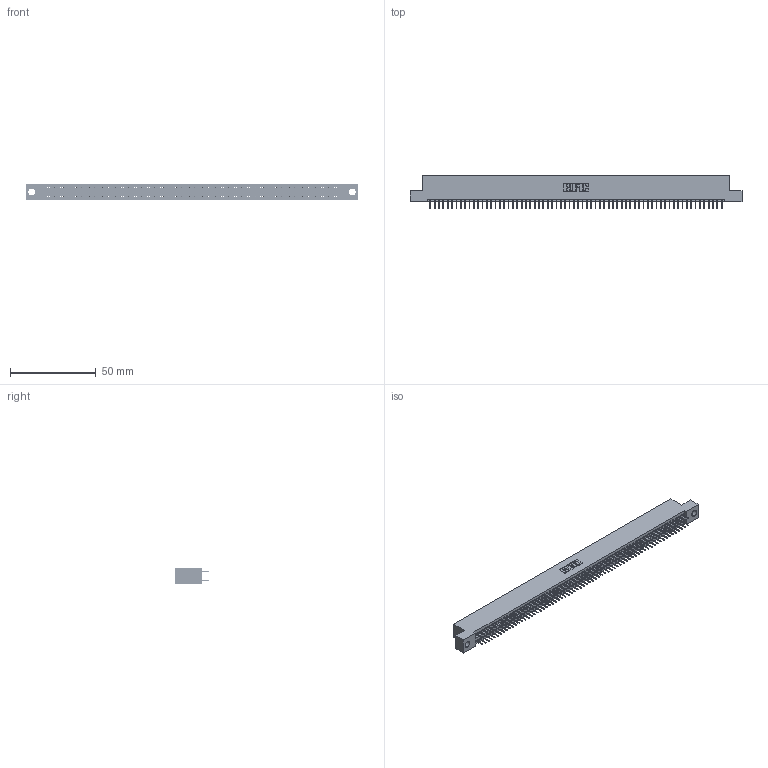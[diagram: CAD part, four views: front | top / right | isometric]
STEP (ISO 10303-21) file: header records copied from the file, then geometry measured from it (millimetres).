
FILE_DESCRIPTION (( 'STEP AP203' ), '1' );
FILE_NAME ('345-136-524-204.STEP', '2021-05-25T23:05:15', ( '' ), ( '' ), 'SwSTEP 2.0', 'SolidWorks 2020', '' );
FILE_SCHEMA (( 'CONFIG_CONTROL_DESIGN' ));
Length unit declared in the file: inch
Products named in the file (3): 345-292-001_345-293-124; 345-136-524-204; 345 Part_Flush Mounting Lugs - 0.156 Dia-TI
Assembly tree (137 placements, depth 2):
  345-136-524-204
    345 Part_Flush Mounting Lugs - 0.156 Dia-TI
    345-292-001_345-293-124  x136
Bounding box: 193.93 x 19.35 x 9.4 mm (x, y, z)
Volume: 18768 mm3; surface area: 27554.2 mm2
Topology: 137 solids, 137 shells, 7484 faces, 21185 edges, 13578 vertices
Faces by surface type: plane 5398, cylinder 2086
Entity records: 50347 total; most frequent: CARTESIAN_POINT 8418, ORIENTED_EDGE 8350, DIRECTION 7391, EDGE_CURVE 4175, LINE 3775, VECTOR 3775, VERTEX_POINT 2778, AXIS2_PLACEMENT_3D 1808
